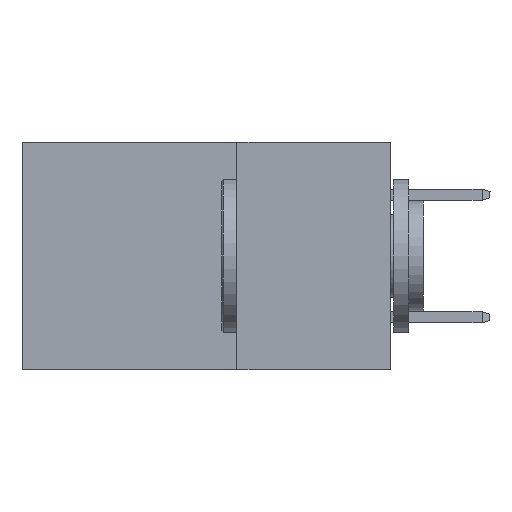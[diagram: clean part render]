
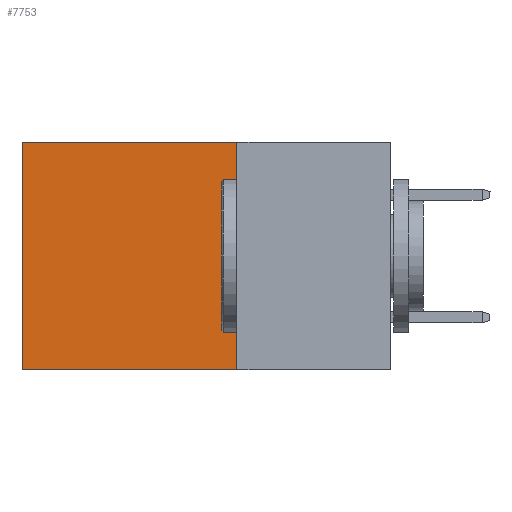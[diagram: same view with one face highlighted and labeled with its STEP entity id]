
A CAD part, left-side view. The second image highlights one B-rep face of the part: STEP entity #7753.
In plain terms, the highlighted planar face has unit normal (-1, 0, 0).
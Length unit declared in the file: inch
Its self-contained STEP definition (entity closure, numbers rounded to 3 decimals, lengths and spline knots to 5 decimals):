
#17 = ORIENTED_EDGE ( 'NONE', *, *, #28774, .F. ) ;
#273 = CARTESIAN_POINT ( 'NONE',  ( 0.2875, 0.25, 0. ) ) ;
#2058 = CARTESIAN_POINT ( 'NONE',  ( 0.2875, 0.25, -0.37 ) ) ;
#5316 = ORIENTED_EDGE ( 'NONE', *, *, #29386, .F. ) ;
#5896 = DIRECTION ( 'NONE',  ( 0., 0., -1. ) ) ;
#6766 = DIRECTION ( 'NONE',  ( 0., 1., 0. ) ) ;
#6786 = VERTEX_POINT ( 'NONE', #41294 ) ;
#7342 = CARTESIAN_POINT ( 'NONE',  ( 0.2875, 0.25, 0. ) ) ;
#7753 = ADVANCED_FACE ( 'NONE', ( #22664 ), #40932, .F. ) ;
#8010 = ORIENTED_EDGE ( 'NONE', *, *, #40154, .T. ) ;
#9285 = LINE ( 'NONE', #12423, #12899 ) ;
#11361 = CARTESIAN_POINT ( 'NONE',  ( 0.2875, 0.6, -0.37 ) ) ;
#12423 = CARTESIAN_POINT ( 'NONE',  ( 0.2875, 0.25, -0.37 ) ) ;
#12650 = DIRECTION ( 'NONE',  ( 0., 0., -1. ) ) ;
#12899 = VECTOR ( 'NONE', #35544, 39.37008 ) ;
#15053 = VERTEX_POINT ( 'NONE', #2058 ) ;
#15317 = LINE ( 'NONE', #273, #24152 ) ;
#19361 = VERTEX_POINT ( 'NONE', #11361 ) ;
#19569 = AXIS2_PLACEMENT_3D ( 'NONE', #7342, #27312, #30754 ) ;
#22382 = CARTESIAN_POINT ( 'NONE',  ( 0.2875, 0.6, 0. ) ) ;
#22664 = FACE_OUTER_BOUND ( 'NONE', #41264, .T. ) ;
#24152 = VECTOR ( 'NONE', #6766, 39.37008 ) ;
#24816 = LINE ( 'NONE', #26119, #38720 ) ;
#26119 = CARTESIAN_POINT ( 'NONE',  ( 0.2875, 0.25, 0. ) ) ;
#26318 = VERTEX_POINT ( 'NONE', #29507 ) ;
#26448 = LINE ( 'NONE', #22382, #36765 ) ;
#27312 = DIRECTION ( 'NONE',  ( 1., 0., 0. ) ) ;
#28774 = EDGE_CURVE ( 'NONE', #15053, #19361, #9285, .T. ) ;
#29386 = EDGE_CURVE ( 'NONE', #6786, #15053, #24816, .T. ) ;
#29507 = CARTESIAN_POINT ( 'NONE',  ( 0.2875, 0.6, 0. ) ) ;
#30754 = DIRECTION ( 'NONE',  ( 0., 0., -1. ) ) ;
#31476 = EDGE_CURVE ( 'NONE', #6786, #26318, #15317, .T. ) ;
#34326 = ORIENTED_EDGE ( 'NONE', *, *, #31476, .T. ) ;
#35544 = DIRECTION ( 'NONE',  ( 0., 1., 0. ) ) ;
#36765 = VECTOR ( 'NONE', #12650, 39.37008 ) ;
#38720 = VECTOR ( 'NONE', #5896, 39.37008 ) ;
#40154 = EDGE_CURVE ( 'NONE', #26318, #19361, #26448, .T. ) ;
#40932 = PLANE ( 'NONE',  #19569 ) ;
#41264 = EDGE_LOOP ( 'NONE', ( #8010, #17, #5316, #34326 ) ) ;
#41294 = CARTESIAN_POINT ( 'NONE',  ( 0.2875, 0.25, 0. ) ) ;
